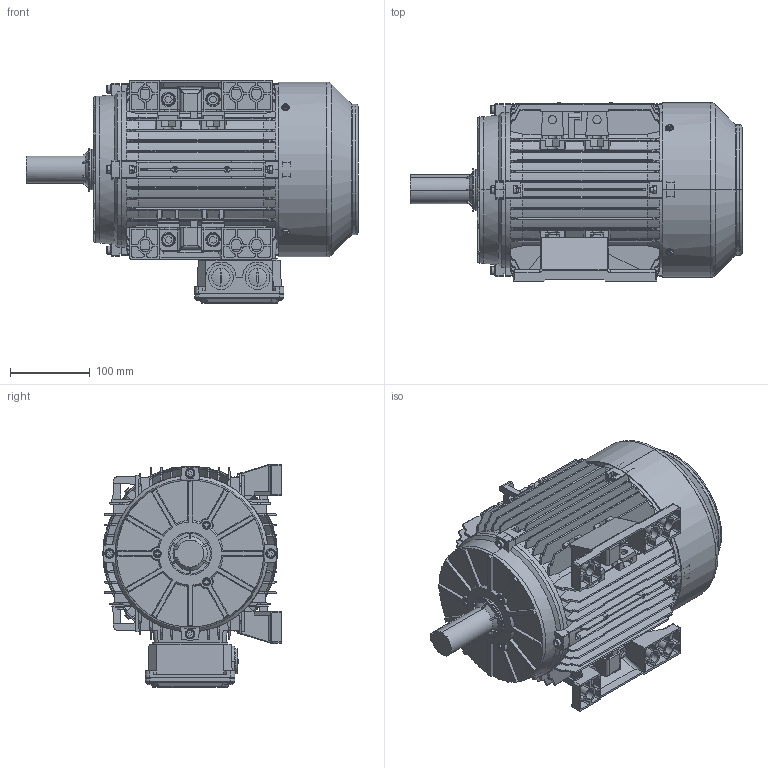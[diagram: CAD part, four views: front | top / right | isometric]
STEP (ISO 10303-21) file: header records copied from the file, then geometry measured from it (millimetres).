
FILE_DESCRIPTION (( 'STEP AP203' ), '1' );
FILE_NAME ('NEMA184T总装图普通端盖（新机壳).STEP', '2016-04-07T00:43:30', ( 'Windows 用户' ), ( 'Sky123.Org' ), 'SwSTEP 2.0', 'SolidWorks 2013', '' );
FILE_SCHEMA (( 'CONFIG_CONTROL_DESIGN' ));
Length unit declared in the file: millimetre
Products named in the file (39): 粣創6206; MS112-132諉盄碟釱躇猾菜; 坶菁褐M10X30; NEMA184T啞伎蹟杶; ヶ綴裔蹟譫M6; 粣創6306; MS112-132諉盄碟釱; 菁褐粟菜朴10; 坶粣創揤啣M5X30; 坶ヶ綴裔M6X30; TA112綴傷裔; MS112陔諉盄碟裔; 坶菁褐蹟譫M10; 諉盄碟諉華蹟隊M5X8; 坶綴裔M6X25; TA112瑞珔; 0.75-14NPT出线螺塞; NEMA184T总装图普通端盖（新机壳); 坶諉盄碟釱M5X12; 112瑞珔縐嘀; TA112瑞欶; 諉華喘倛菜え朴5; 波形垫圈D62(6206); TA112ヶ傷裔; TA112蛌粣; 儂褲諉華蹟隊M5X6; TA-306粣創揤啣; 112す瑩B; 諉盄碟裔蹟隊M4X12; 112霧齪; NEMA180陔儂褲; NEMA180酘菁褐; 嘎殤蚐猾30X44X7; 瑞欶蹟隊M5X8; 霧齪M3X4; MS100-132方型接线盒盖密封垫; NEMA180衵菁褐; 防水圈30X51X2.5; ヶ綴裔喘倛菜え朴6
Assembly tree (81 placements, depth 2):
  NEMA184T总装图普通端盖（新机壳)
    NEMA180陔儂褲
    MS100-132方型接线盒盖密封垫
    MS112-132諉盄碟釱躇猾菜
    MS112-132諉盄碟釱
    MS112陔諉盄碟裔
    0.75-14NPT出线螺塞  x2
    諉華喘倛菜え朴5  x2
    儂褲諉華蹟隊M5X6
    112霧齪
    霧齪M3X4  x2
    粣創6206
    粣創6306
    TA112綴傷裔
    TA112瑞珔
    TA112瑞欶
    TA112蛌粣
    諉盄碟裔蹟隊M4X12  x4
    瑞欶蹟隊M5X8  x4
    ヶ綴裔喘倛菜え朴6  x8
    ヶ綴裔蹟譫M6  x7
    坶ヶ綴裔M6X30  x7
    坶綴裔M6X25
    112瑞珔縐嘀
    TA112ヶ傷裔
    112す瑩B
    嘎殤蚐猾30X44X7  x2
    防水圈30X51X2.5
    NEMA184T啞伎蹟杶
    坶粣創揤啣M5X30  x3
    諉盄碟諉華蹟隊M5X8
    坶諉盄碟釱M5X12  x4
    波形垫圈D62(6206)
    TA-306粣創揤啣
    NEMA180酘菁褐
    NEMA180衵菁褐
    坶菁褐M10X30  x4
    菁褐粟菜朴10  x4
    坶菁褐蹟譫M10  x4
Bounding box: 416.4 x 223.9 x 280.75 mm (x, y, z)
Volume: 2394572.2 mm3; surface area: 1331655.5 mm2
Topology: 81 solids, 81 shells, 4909 faces, 12888 edges, 8299 vertices
Faces by surface type: plane 2664, cylinder 1496, cone 376, torus 287, bspline 82, sphere 4
Entity records: 144787 total; most frequent: CARTESIAN_POINT 35626, ORIENTED_EDGE 22216, DIRECTION 20757, EDGE_CURVE 11108, VERTEX_POINT 7192, AXIS2_PLACEMENT_3D 6958, VECTOR 6841, LINE 6841
